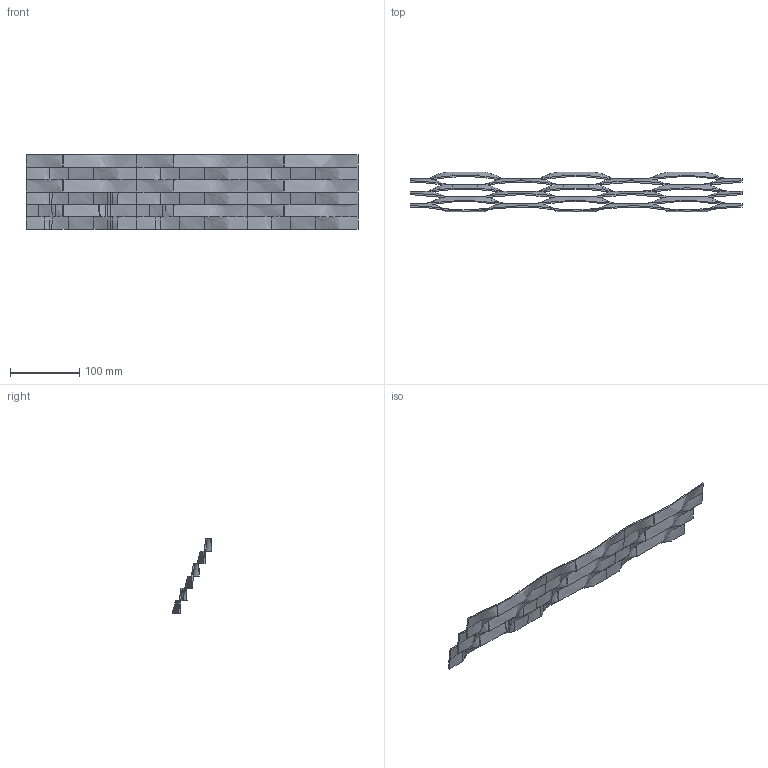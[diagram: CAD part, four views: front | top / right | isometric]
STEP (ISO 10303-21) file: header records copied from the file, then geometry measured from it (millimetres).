
FILE_DESCRIPTION(/* description */ (''),/* implementation_level */ '2;1');
FILE_NAME(/* name */ 'TK160x40x18x2Bor.stp',/* time_stamp */ '2020-10-13T09:04:43+02:00',/* author */ ('martin.kocian'),/* organization */ (''),/* preprocessor_version */ 'ST-DEVELOPER v18.1',/* originating_system */ 'Autodesk Inventor 2021',/* authorisation */ '');
FILE_SCHEMA (('AUTOMOTIVE_DESIGN { 1 0 10303 214 3 1 1 }'));
Length unit declared in the file: millimetre
Products named in the file (1): TK160x40x18x2Born.pt
Bounding box: 480 x 57.72 x 108 mm (x, y, z)
Volume: 114078.4 mm3; surface area: 115250.4 mm2
Topology: 1 solids, 1 shells, 215 faces, 657 edges, 418 vertices
Faces by surface type: bspline 170, plane 45
Entity records: 14387 total; most frequent: CARTESIAN_POINT 9733, ORIENTED_EDGE 1308, EDGE_CURVE 654, DIRECTION 420, VERTEX_POINT 418, B_SPLINE_CURVE_WITH_KNOTS 390, FACE_OUTER_BOUND 212, EDGE_LOOP 212
